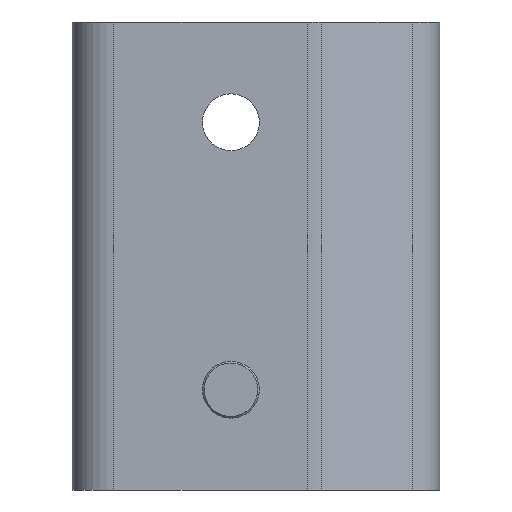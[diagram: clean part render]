
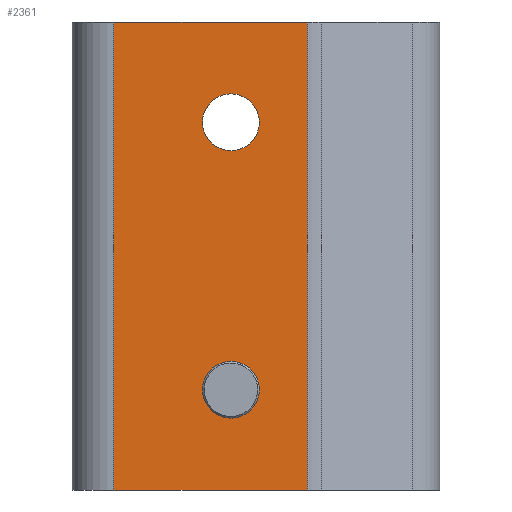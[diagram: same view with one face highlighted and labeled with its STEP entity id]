
A CAD part, left-side view. The second image highlights one B-rep face of the part: STEP entity #2361.
In plain terms, the highlighted planar face has unit normal (-1, 0, 0).
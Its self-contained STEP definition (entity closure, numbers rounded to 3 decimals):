
#57 = DIRECTION ( 'NONE',  ( -1., 0., 0. ) ) ;
#63 = FACE_BOUND ( 'NONE', #1543, .T. ) ;
#66 = VECTOR ( 'NONE', #1469, 1000. ) ;
#75 = ORIENTED_EDGE ( 'NONE', *, *, #471, .F. ) ;
#90 = DIRECTION ( 'NONE',  ( -1., 0., 0. ) ) ;
#108 = CARTESIAN_POINT ( 'NONE',  ( -2.069, 43.572, 27.858 ) ) ;
#123 = DIRECTION ( 'NONE',  ( 0., 0., 1. ) ) ;
#194 = LINE ( 'NONE', #1812, #245 ) ;
#231 = VERTEX_POINT ( 'NONE', #861 ) ;
#245 = VECTOR ( 'NONE', #1999, 1000. ) ;
#273 = CIRCLE ( 'NONE', #1623, 3.4 ) ;
#311 = VECTOR ( 'NONE', #1611, 1000. ) ;
#380 = ORIENTED_EDGE ( 'NONE', *, *, #1119, .F. ) ;
#385 = ORIENTED_EDGE ( 'NONE', *, *, #1904, .T. ) ;
#405 = DIRECTION ( 'NONE',  ( 0., 0., 1. ) ) ;
#445 = CARTESIAN_POINT ( 'NONE',  ( -2.069, 57.572, 19.258 ) ) ;
#463 = ORIENTED_EDGE ( 'NONE', *, *, #1565, .T. ) ;
#471 = EDGE_CURVE ( 'NONE', #572, #2308, #2457, .T. ) ;
#502 = CARTESIAN_POINT ( 'NONE',  ( -2.069, 43.572, 63.258 ) ) ;
#541 = ORIENTED_EDGE ( 'NONE', *, *, #2437, .F. ) ;
#572 = VERTEX_POINT ( 'NONE', #2263 ) ;
#591 = VERTEX_POINT ( 'NONE', #725 ) ;
#652 = VERTEX_POINT ( 'NONE', #2103 ) ;
#676 = DIRECTION ( 'NONE',  ( -1., 0., 0. ) ) ;
#686 = DIRECTION ( 'NONE',  ( 0., 0., 1. ) ) ;
#725 = CARTESIAN_POINT ( 'NONE',  ( -2.069, 34.453, 19.258 ) ) ;
#735 = CARTESIAN_POINT ( 'NONE',  ( -2.069, 43.572, 34.658 ) ) ;
#752 = LINE ( 'NONE', #445, #311 ) ;
#830 = VERTEX_POINT ( 'NONE', #735 ) ;
#861 = CARTESIAN_POINT ( 'NONE',  ( -2.069, 34.453, 75.258 ) ) ;
#1013 = CARTESIAN_POINT ( 'NONE',  ( -2.069, 57.572, 75.258 ) ) ;
#1119 = EDGE_CURVE ( 'NONE', #830, #1291, #2348, .T. ) ;
#1161 = ORIENTED_EDGE ( 'NONE', *, *, #2278, .F. ) ;
#1182 = CARTESIAN_POINT ( 'NONE',  ( -2.069, 57.572, 19.258 ) ) ;
#1231 = DIRECTION ( 'NONE',  ( 0., 0., 1. ) ) ;
#1236 = AXIS2_PLACEMENT_3D ( 'NONE', #1451, #676, #2030 ) ;
#1291 = VERTEX_POINT ( 'NONE', #108 ) ;
#1353 = EDGE_LOOP ( 'NONE', ( #541, #75 ) ) ;
#1371 = EDGE_CURVE ( 'NONE', #1291, #830, #1577, .T. ) ;
#1396 = CARTESIAN_POINT ( 'NONE',  ( -2.069, 43.572, 31.258 ) ) ;
#1401 = EDGE_LOOP ( 'NONE', ( #1161, #2412, #463, #385 ) ) ;
#1435 = CARTESIAN_POINT ( 'NONE',  ( -2.069, 43.572, 63.258 ) ) ;
#1451 = CARTESIAN_POINT ( 'NONE',  ( -2.069, 57.572, 75.258 ) ) ;
#1469 = DIRECTION ( 'NONE',  ( 0., 0., -1. ) ) ;
#1490 = VECTOR ( 'NONE', #1669, 1000. ) ;
#1527 = CARTESIAN_POINT ( 'NONE',  ( -2.069, 57.572, 75.258 ) ) ;
#1538 = FACE_OUTER_BOUND ( 'NONE', #1401, .T. ) ;
#1543 = EDGE_LOOP ( 'NONE', ( #380, #1635 ) ) ;
#1544 = LINE ( 'NONE', #1527, #1490 ) ;
#1565 = EDGE_CURVE ( 'NONE', #231, #652, #1544, .T. ) ;
#1576 = DIRECTION ( 'NONE',  ( -1., 0., 0. ) ) ;
#1577 = CIRCLE ( 'NONE', #2147, 3.4 ) ;
#1601 = LINE ( 'NONE', #1013, #66 ) ;
#1611 = DIRECTION ( 'NONE',  ( 0., 1., 0. ) ) ;
#1623 = AXIS2_PLACEMENT_3D ( 'NONE', #502, #1853, #686 ) ;
#1635 = ORIENTED_EDGE ( 'NONE', *, *, #1371, .F. ) ;
#1669 = DIRECTION ( 'NONE',  ( 0., 1., 0. ) ) ;
#1812 = CARTESIAN_POINT ( 'NONE',  ( -2.069, 34.453, 75.258 ) ) ;
#1828 = PLANE ( 'NONE',  #1236 ) ;
#1853 = DIRECTION ( 'NONE',  ( -1., 0., 0. ) ) ;
#1904 = EDGE_CURVE ( 'NONE', #652, #2048, #1601, .T. ) ;
#1999 = DIRECTION ( 'NONE',  ( 0., 0., -1. ) ) ;
#2025 = CARTESIAN_POINT ( 'NONE',  ( -2.069, 43.572, 31.258 ) ) ;
#2030 = DIRECTION ( 'NONE',  ( 0., 0., 1. ) ) ;
#2048 = VERTEX_POINT ( 'NONE', #1182 ) ;
#2056 = FACE_BOUND ( 'NONE', #1353, .T. ) ;
#2103 = CARTESIAN_POINT ( 'NONE',  ( -2.069, 57.572, 75.258 ) ) ;
#2147 = AXIS2_PLACEMENT_3D ( 'NONE', #1396, #57, #405 ) ;
#2263 = CARTESIAN_POINT ( 'NONE',  ( -2.069, 43.572, 59.858 ) ) ;
#2278 = EDGE_CURVE ( 'NONE', #591, #2048, #752, .T. ) ;
#2288 = EDGE_CURVE ( 'NONE', #231, #591, #194, .T. ) ;
#2308 = VERTEX_POINT ( 'NONE', #2376 ) ;
#2348 = CIRCLE ( 'NONE', #2447, 3.4 ) ;
#2361 = ADVANCED_FACE ( 'NONE', ( #2056, #63, #1538 ), #1828, .T. ) ;
#2376 = CARTESIAN_POINT ( 'NONE',  ( -2.069, 43.572, 66.658 ) ) ;
#2412 = ORIENTED_EDGE ( 'NONE', *, *, #2288, .F. ) ;
#2431 = AXIS2_PLACEMENT_3D ( 'NONE', #1435, #90, #1231 ) ;
#2437 = EDGE_CURVE ( 'NONE', #2308, #572, #273, .T. ) ;
#2447 = AXIS2_PLACEMENT_3D ( 'NONE', #2025, #1576, #123 ) ;
#2457 = CIRCLE ( 'NONE', #2431, 3.4 ) ;
